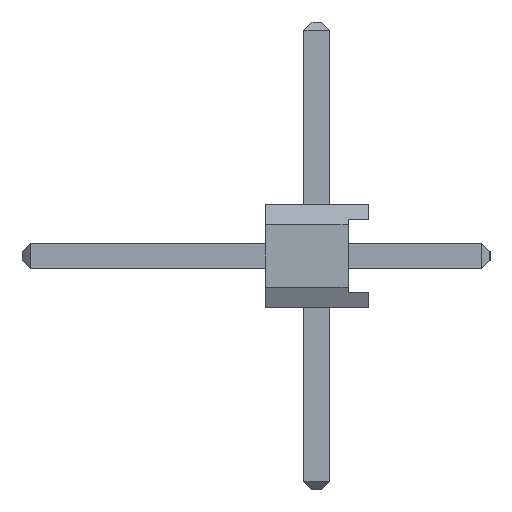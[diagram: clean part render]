
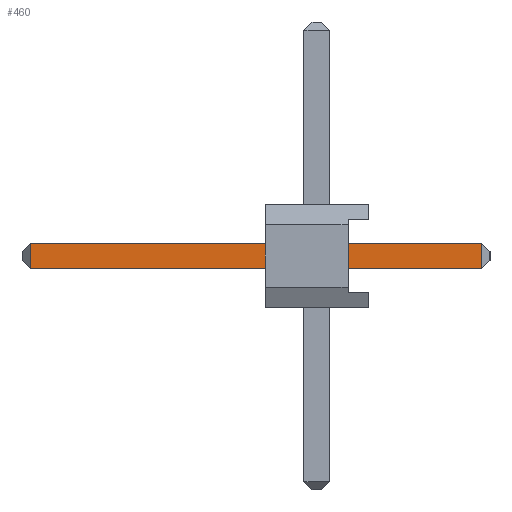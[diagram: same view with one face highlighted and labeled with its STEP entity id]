
A CAD part, left-side view. The second image highlights one B-rep face of the part: STEP entity #460.
In plain terms, the highlighted planar face has unit normal (-1, 0, 0).
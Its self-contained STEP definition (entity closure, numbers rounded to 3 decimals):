
#460 = ADVANCED_FACE( '', ( #1137 ), #1138, .F. );
#1137 = FACE_OUTER_BOUND( '', #2031, .T. );
#1138 = PLANE( '', #2032 );
#2031 = EDGE_LOOP( '', ( #3527, #3528, #3529, #3530 ) );
#2032 = AXIS2_PLACEMENT_3D( '', #3531, #3532, #3533 );
#3527 = ORIENTED_EDGE( '', *, *, #5871, .T. );
#3528 = ORIENTED_EDGE( '', *, *, #5463, .T. );
#3529 = ORIENTED_EDGE( '', *, *, #5872, .F. );
#3530 = ORIENTED_EDGE( '', *, *, #5454, .T. );
#3531 = CARTESIAN_POINT( '', ( -0.32, -0.32, 5.77 ) );
#3532 = DIRECTION( '', ( 1., 0., 0. ) );
#3533 = DIRECTION( '', ( 0., 0., -1. ) );
#5454 = EDGE_CURVE( '', #6596, #6601, #6603, .T. );
#5463 = EDGE_CURVE( '', #6614, #6510, #6618, .T. );
#5871 = EDGE_CURVE( '', #6601, #6614, #7311, .T. );
#5872 = EDGE_CURVE( '', #6596, #6510, #7312, .T. );
#6510 = VERTEX_POINT( '', #8143 );
#6596 = VERTEX_POINT( '', #8268 );
#6601 = VERTEX_POINT( '', #8275 );
#6603 = LINE( '', #8278, #8279 );
#6614 = VERTEX_POINT( '', #8294 );
#6618 = LINE( '', #8300, #8301 );
#7311 = LINE( '', #9345, #9346 );
#7312 = LINE( '', #9347, #9348 );
#8143 = CARTESIAN_POINT( '', ( -0.32, -0.32, -5.57 ) );
#8268 = CARTESIAN_POINT( '', ( -0.32, -0.32, 5.57 ) );
#8275 = CARTESIAN_POINT( '', ( -0.32, 0.32, 5.57 ) );
#8278 = CARTESIAN_POINT( '', ( -0.32, -0.32, 5.57 ) );
#8279 = VECTOR( '', #10451, 1000. );
#8294 = CARTESIAN_POINT( '', ( -0.32, 0.32, -5.57 ) );
#8300 = CARTESIAN_POINT( '', ( -0.32, -0.32, -5.57 ) );
#8301 = VECTOR( '', #10458, 1000. );
#9345 = CARTESIAN_POINT( '', ( -0.32, 0.32, 5.77 ) );
#9346 = VECTOR( '', #10810, 1000. );
#9347 = CARTESIAN_POINT( '', ( -0.32, -0.32, 5.77 ) );
#9348 = VECTOR( '', #10811, 1000. );
#10451 = DIRECTION( '', ( 0., 1., 0. ) );
#10458 = DIRECTION( '', ( 0., -1., 0. ) );
#10810 = DIRECTION( '', ( 0., 0., -1. ) );
#10811 = DIRECTION( '', ( 0., 0., -1. ) );
